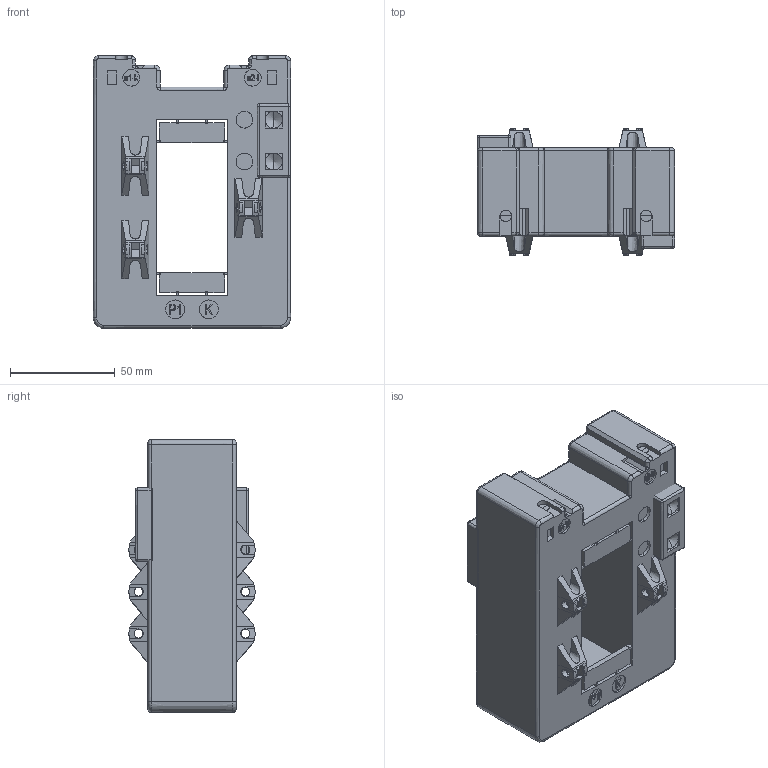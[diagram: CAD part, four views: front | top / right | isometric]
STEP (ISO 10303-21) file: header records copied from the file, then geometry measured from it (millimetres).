
FILE_DESCRIPTION(/* description */ (''),/* implementation_level */ '2;1');
FILE_NAME(/* name */ 'TAT084',/* time_stamp */ '2011-05-24T15:07:09+02:00',/* author */ (''),/* organization */ (''),/* preprocessor_version */ 'ST-DEVELOPER v8',/* originating_system */ '',/* authorisation */ '');
FILE_SCHEMA (('CONFIG_CONTROL_DESIGN'));
Length unit declared in the file: millimetre
Products named in the file (1): 1
Bounding box: 94 x 60.19 x 130 mm (x, y, z)
Volume: 387792.3 mm3; surface area: 64920.4 mm2
Topology: 30 solids, 30 shells, 848 faces, 2198 edges, 1376 vertices
Faces by surface type: bspline 848
Entity records: 29624 total; most frequent: CARTESIAN_POINT 16463, ORIENTED_EDGE 4364, EDGE_CURVE 2182, B_SPLINE_CURVE_WITH_KNOTS 1835, VERTEX_POINT 1400, EDGE_LOOP 882, ADVANCED_FACE 848, FACE_OUTER_BOUND 848
